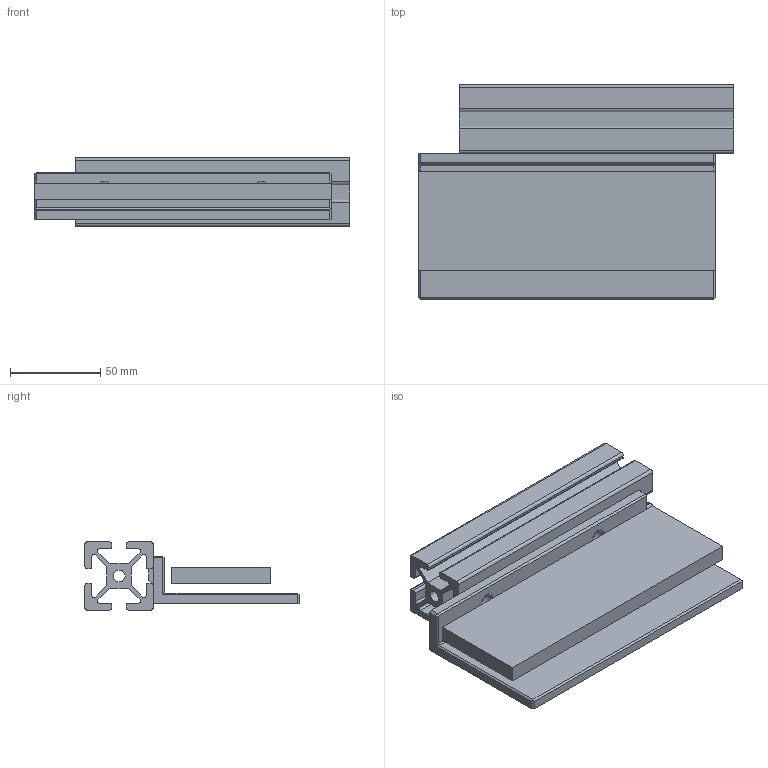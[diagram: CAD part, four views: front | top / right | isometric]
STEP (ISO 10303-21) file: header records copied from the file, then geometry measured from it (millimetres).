
FILE_DESCRIPTION(('FreeCAD Model'),'2;1');
FILE_NAME('Open CASCADE Shape Model','2023-12-28T23:15:43',(''),(''), 'Open CASCADE STEP processor 7.6','FreeCAD','Unknown');
FILE_SCHEMA(('AUTOMOTIVE_DESIGN { 1 0 10303 214 1 1 1 1 }'));
Length unit declared in the file: millimetre
Products named in the file (4): 15 Series Breadboard Mount v3; Extrusion; Breadboard Holder; Breadboard
Assembly tree (3 placements, depth 2):
  15 Series Breadboard Mount v3
    Extrusion
    Breadboard Holder
    Breadboard
Bounding box: 175 x 119.1 x 38.1 mm (x, y, z)
Volume: 284261.6 mm3; surface area: 113493.2 mm2
Topology: 3 solids, 3 shells, 126 faces, 338 edges, 218 vertices
Faces by surface type: plane 95, cylinder 31
Full cylindrical faces by diameter (mm): 6.655 x1
Entity records: 4005 total; most frequent: CARTESIAN_POINT 686, ORIENTED_EDGE 676, DIRECTION 664, EDGE_CURVE 338, LINE 272, VECTOR 272, VERTEX_POINT 218, AXIS2_PLACEMENT_3D 196
